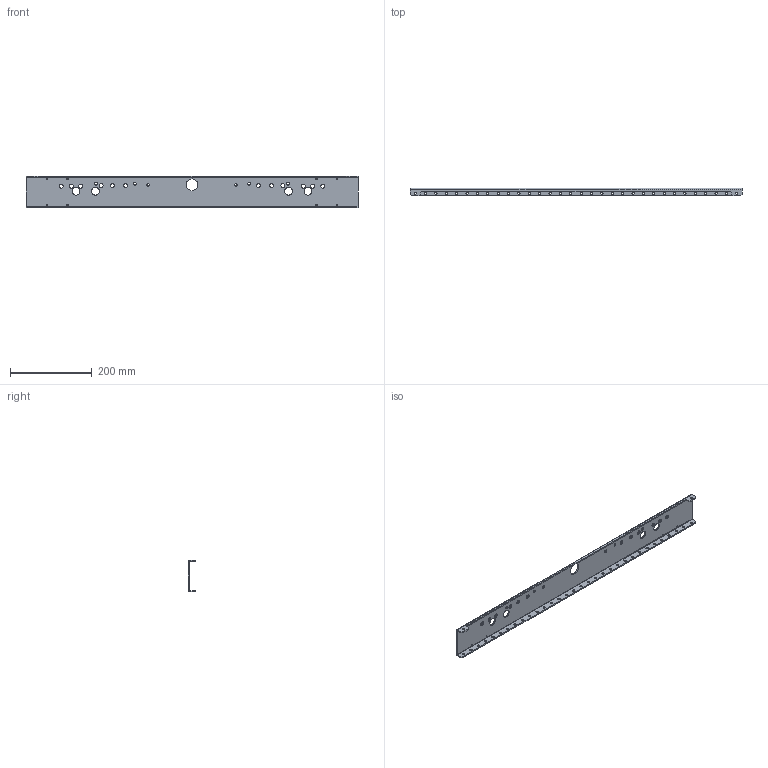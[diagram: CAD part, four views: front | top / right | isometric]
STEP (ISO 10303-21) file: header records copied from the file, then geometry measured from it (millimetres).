
FILE_DESCRIPTION(/* description */ (''),/* implementation_level */ '2;1');
FILE_NAME(/* name */ 'am-2951 AM14U2 Outside Sheet.ipt.step',/* time_stamp */ '2015-01-02T19:12:18-08:00',/* author */ ('Philip'),/* organization */ (''),/* preprocessor_version */ 'ST-DEVELOPER v15.6',/* originating_system */ 'Autodesk Inventor 2015',/* authorisation */ '');
FILE_SCHEMA (('AUTOMOTIVE_DESIGN { 1 0 10303 214 3 1 1 }'));
Length unit declared in the file: inch
Products named in the file (1): am-2951 AM14U2 Outside Sheet
Bounding box: 812.8 x 19.05 x 77.72 mm (x, y, z)
Volume: 238701.9 mm3; surface area: 160843.7 mm2
Topology: 1 solids, 1 shells, 99 faces, 275 edges, 178 vertices
Faces by surface type: cylinder 69, plane 30
Full cylindrical faces by diameter (mm): 2.54 x8, 5.334 x34, 6.706 x6, 9.652 x12, 19.05 x4, 28.575 x1
Entity records: 3180 total; most frequent: DIRECTION 548, CARTESIAN_POINT 488, ORIENTED_EDGE 420, EDGE_LOOP 294, AXIS2_PLACEMENT_3D 238, EDGE_CURVE 210, FACE_BOUND 195, VERTEX_POINT 178
